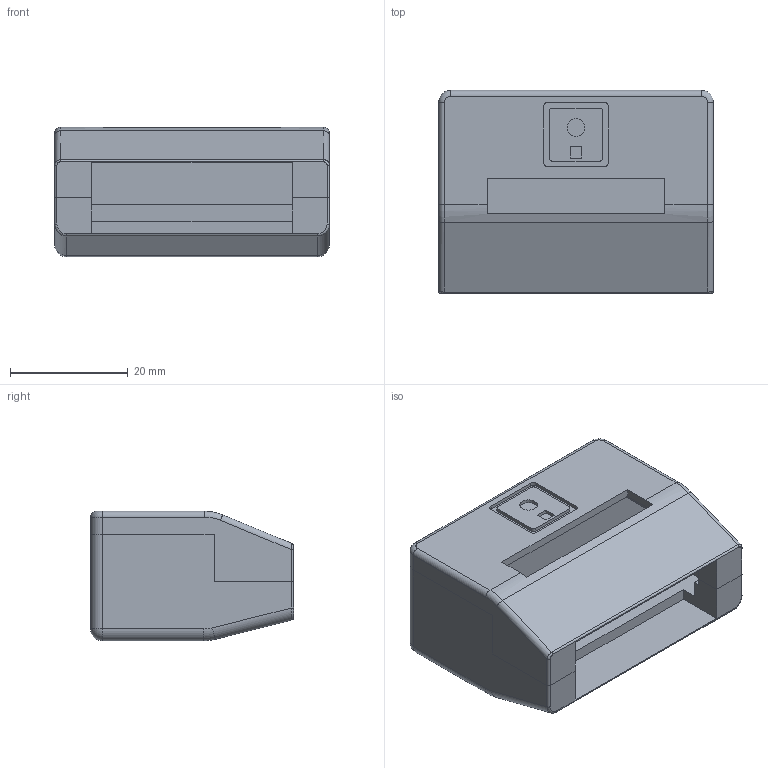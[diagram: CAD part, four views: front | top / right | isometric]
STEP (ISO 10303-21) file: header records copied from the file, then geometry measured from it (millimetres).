
FILE_DESCRIPTION(('HOOPS Exchange Step'),'2;1');
FILE_NAME('temp_export','2025-06-03T11:14:44-04:00',('mcbeav'),('Shapr3D Limited'),'HOOPS Exchange 2024.8','Shapr3D','Authorized');
FILE_SCHEMA( ('AP242_MANAGED_MODEL_BASED_3D_ENGINEERING_MIM_LF {1 0 10303 442 1 1 4}') );
Length unit declared in the file: millimetre
Products named in the file (2): Sketches; root
Assembly tree (1 placements, depth 2):
  root
    Sketches
Bounding box: 46.7 x 34.5 x 22 mm (x, y, z)
Volume: 19649.5 mm3; surface area: 10524.9 mm2
Topology: 2 solids, 2 shells, 151 faces, 388 edges, 250 vertices
Faces by surface type: plane 90, cylinder 44, bspline 9, torus 6, sphere 2
Full cylindrical faces by diameter (mm): 3 x1, 5.1 x4
Entity records: 5215 total; most frequent: CARTESIAN_POINT 1441, DIRECTION 772, ORIENTED_EDGE 772, EDGE_CURVE 386, VECTOR 272, LINE 272, AXIS2_PLACEMENT_3D 250, VERTEX_POINT 250
